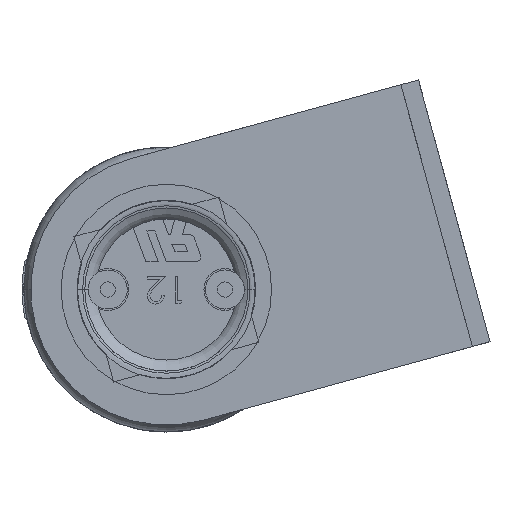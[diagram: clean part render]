
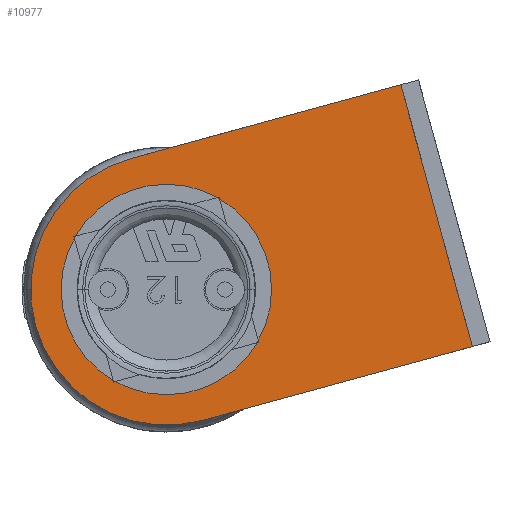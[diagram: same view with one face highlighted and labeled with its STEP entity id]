
A CAD part, front view. The second image highlights one B-rep face of the part: STEP entity #10977.
In plain terms, the highlighted planar face has unit normal (0, -1, 0).
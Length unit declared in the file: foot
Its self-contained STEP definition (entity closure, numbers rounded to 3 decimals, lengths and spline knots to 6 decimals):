
#7 = CARTESIAN_POINT ( 'NONE',  ( 0., -0.00175, -0.026042 ) ) ;
#213 = VERTEX_POINT ( 'NONE', #6458 ) ;
#409 = CARTESIAN_POINT ( 'NONE',  ( 0., -0.00175, 0.026042 ) ) ;
#481 = LINE ( 'NONE', #5846, #13781 ) ;
#596 = ORIENTED_EDGE ( 'NONE', *, *, #2595, .T. ) ;
#602 = ORIENTED_EDGE ( 'NONE', *, *, #8176, .F. ) ;
#859 = DIRECTION ( 'NONE',  ( 0., 0., -1. ) ) ;
#861 = LINE ( 'NONE', #3900, #10277 ) ;
#966 = CIRCLE ( 'NONE', #11538, 0.017042 ) ;
#1124 = ORIENTED_EDGE ( 'NONE', *, *, #11741, .F. ) ;
#1181 = CARTESIAN_POINT ( 'NONE',  ( 0.014458, -0.00175, -0.009021 ) ) ;
#1732 = VECTOR ( 'NONE', #19795, 3.28084 ) ;
#2093 = VERTEX_POINT ( 'NONE', #17242 ) ;
#2126 = ORIENTED_EDGE ( 'NONE', *, *, #5273, .T. ) ;
#2182 = EDGE_CURVE ( 'NONE', #11635, #8480, #5745, .T. ) ;
#2210 = DIRECTION ( 'NONE',  ( 0., 1., 0. ) ) ;
#2595 = EDGE_CURVE ( 'NONE', #12335, #7573, #481, .T. ) ;
#2953 = LINE ( 'NONE', #10689, #11336 ) ;
#3086 = VECTOR ( 'NONE', #11409, 3.28084 ) ;
#3595 = VERTEX_POINT ( 'NONE', #6367 ) ;
#3709 = EDGE_CURVE ( 'NONE', #11214, #19949, #20856, .T. ) ;
#3713 = CIRCLE ( 'NONE', #14949, 0.017042 ) ;
#3860 = ORIENTED_EDGE ( 'NONE', *, *, #2182, .T. ) ;
#3900 = CARTESIAN_POINT ( 'NONE',  ( -0.014458, -0.00175, 0. ) ) ;
#4222 = LINE ( 'NONE', #17763, #12565 ) ;
#4385 = CARTESIAN_POINT ( 'NONE',  ( 0., -0.00175, 0. ) ) ;
#4519 = VERTEX_POINT ( 'NONE', #10489 ) ;
#4626 = ORIENTED_EDGE ( 'NONE', *, *, #20918, .T. ) ;
#4753 = VERTEX_POINT ( 'NONE', #12971 ) ;
#4789 = VERTEX_POINT ( 'NONE', #8057 ) ;
#4935 = CARTESIAN_POINT ( 'NONE',  ( -0.014458, -0.00175, 0.009021 ) ) ;
#5211 = CARTESIAN_POINT ( 'NONE',  ( -0.014458, -0.00175, 0.014458 ) ) ;
#5273 = EDGE_CURVE ( 'NONE', #8480, #2093, #5343, .T. ) ;
#5343 = CIRCLE ( 'NONE', #9526, 0.017042 ) ;
#5376 = ORIENTED_EDGE ( 'NONE', *, *, #6907, .T. ) ;
#5465 = DIRECTION ( 'NONE',  ( -1., 0., 0. ) ) ;
#5603 = AXIS2_PLACEMENT_3D ( 'NONE', #6261, #16209, #21252 ) ;
#5733 = AXIS2_PLACEMENT_3D ( 'NONE', #4385, #16000, #6048 ) ;
#5745 = CIRCLE ( 'NONE', #5733, 0.017042 ) ;
#5846 = CARTESIAN_POINT ( 'NONE',  ( 0.014458, -0.00175, 0. ) ) ;
#5969 = EDGE_CURVE ( 'NONE', #4789, #3595, #861, .T. ) ;
#6048 = DIRECTION ( 'NONE',  ( 0., 0., 1. ) ) ;
#6261 = CARTESIAN_POINT ( 'NONE',  ( 0., -0.00175, 0. ) ) ;
#6367 = CARTESIAN_POINT ( 'NONE',  ( -0.014458, -0.00175, -0.014458 ) ) ;
#6458 = CARTESIAN_POINT ( 'NONE',  ( 0.014458, -0.00175, -0.014458 ) ) ;
#6625 = LINE ( 'NONE', #19832, #18858 ) ;
#6668 = CARTESIAN_POINT ( 'NONE',  ( 0., -0.00175, 0. ) ) ;
#6709 = CARTESIAN_POINT ( 'NONE',  ( 0., -0.00175, -0.014458 ) ) ;
#6907 = EDGE_CURVE ( 'NONE', #4789, #10337, #3713, .T. ) ;
#6953 = EDGE_CURVE ( 'NONE', #7573, #10199, #11048, .T. ) ;
#7478 = EDGE_CURVE ( 'NONE', #11214, #12095, #19081, .T. ) ;
#7556 = VECTOR ( 'NONE', #15145, 3.28084 ) ;
#7573 = VERTEX_POINT ( 'NONE', #14319 ) ;
#7672 = EDGE_LOOP ( 'NONE', ( #9033, #21536, #20734, #8556 ) ) ;
#8057 = CARTESIAN_POINT ( 'NONE',  ( -0.014458, -0.00175, -0.009021 ) ) ;
#8176 = EDGE_CURVE ( 'NONE', #4519, #17885, #4222, .T. ) ;
#8316 = DIRECTION ( 'NONE',  ( 0., 0., 1. ) ) ;
#8480 = VERTEX_POINT ( 'NONE', #12089 ) ;
#8556 = ORIENTED_EDGE ( 'NONE', *, *, #10422, .F. ) ;
#8600 = CARTESIAN_POINT ( 'NONE',  ( 0., -0.00175, 0. ) ) ;
#9033 = ORIENTED_EDGE ( 'NONE', *, *, #3709, .F. ) ;
#9174 = VECTOR ( 'NONE', #5465, 3.28084 ) ;
#9257 = EDGE_LOOP ( 'NONE', ( #21556, #15470, #18606, #3860, #2126, #4626, #16710, #5376, #16757, #602, #11869, #1124, #596 ) ) ;
#9346 = CARTESIAN_POINT ( 'NONE',  ( 0., -0.00175, -0.026042 ) ) ;
#9526 = AXIS2_PLACEMENT_3D ( 'NONE', #19617, #9640, #21291 ) ;
#9640 = DIRECTION ( 'NONE',  ( 0., 1., 0. ) ) ;
#9728 = EDGE_CURVE ( 'NONE', #17885, #10337, #19573, .T. ) ;
#9876 = DIRECTION ( 'NONE',  ( 0., 1., 0. ) ) ;
#9987 = FACE_OUTER_BOUND ( 'NONE', #7672, .T. ) ;
#10005 = DIRECTION ( 'NONE',  ( -1., 0., 0. ) ) ;
#10199 = VERTEX_POINT ( 'NONE', #1181 ) ;
#10277 = VECTOR ( 'NONE', #18835, 3.28084 ) ;
#10304 = DIRECTION ( 'NONE',  ( 0., 0., 1. ) ) ;
#10337 = VERTEX_POINT ( 'NONE', #4935 ) ;
#10422 = EDGE_CURVE ( 'NONE', #19949, #19612, #17284, .T. ) ;
#10489 = CARTESIAN_POINT ( 'NONE',  ( -0.009021, -0.00175, 0.014458 ) ) ;
#10689 = CARTESIAN_POINT ( 'NONE',  ( 0., -0.00175, 0.014458 ) ) ;
#10977 = ADVANCED_FACE ( 'NONE', ( #18831, #9987 ), #19577, .F. ) ;
#11048 = CIRCLE ( 'NONE', #18319, 0.017042 ) ;
#11214 = VERTEX_POINT ( 'NONE', #20419 ) ;
#11336 = VECTOR ( 'NONE', #14015, 3.28084 ) ;
#11409 = DIRECTION ( 'NONE',  ( -1., 0., 0. ) ) ;
#11456 = EDGE_CURVE ( 'NONE', #10199, #213, #6625, .T. ) ;
#11538 = AXIS2_PLACEMENT_3D ( 'NONE', #12209, #2210, #13844 ) ;
#11635 = VERTEX_POINT ( 'NONE', #13497 ) ;
#11741 = EDGE_CURVE ( 'NONE', #12335, #4753, #2953, .T. ) ;
#11869 = ORIENTED_EDGE ( 'NONE', *, *, #17533, .T. ) ;
#11980 = LINE ( 'NONE', #6709, #3086 ) ;
#12089 = CARTESIAN_POINT ( 'NONE',  ( 0., -0.00175, -0.017042 ) ) ;
#12095 = VERTEX_POINT ( 'NONE', #16492 ) ;
#12209 = CARTESIAN_POINT ( 'NONE',  ( 0., -0.00175, 0. ) ) ;
#12335 = VERTEX_POINT ( 'NONE', #13768 ) ;
#12565 = VECTOR ( 'NONE', #16151, 3.28084 ) ;
#12874 = VECTOR ( 'NONE', #10005, 3.28084 ) ;
#12971 = CARTESIAN_POINT ( 'NONE',  ( 0.009021, -0.00175, 0.014458 ) ) ;
#13497 = CARTESIAN_POINT ( 'NONE',  ( 0.009021, -0.00175, -0.014458 ) ) ;
#13768 = CARTESIAN_POINT ( 'NONE',  ( 0.014458, -0.00175, 0.014458 ) ) ;
#13781 = VECTOR ( 'NONE', #859, 3.28084 ) ;
#13844 = DIRECTION ( 'NONE',  ( 0., 0., 1. ) ) ;
#13896 = CARTESIAN_POINT ( 'NONE',  ( 0.053792, -0.00175, -0.026042 ) ) ;
#14015 = DIRECTION ( 'NONE',  ( -1., 0., 0. ) ) ;
#14301 = AXIS2_PLACEMENT_3D ( 'NONE', #8600, #20269, #10304 ) ;
#14319 = CARTESIAN_POINT ( 'NONE',  ( 0.014458, -0.00175, 0.009021 ) ) ;
#14949 = AXIS2_PLACEMENT_3D ( 'NONE', #19843, #9876, #21523 ) ;
#15111 = VECTOR ( 'NONE', #16136, 3.28084 ) ;
#15145 = DIRECTION ( 'NONE',  ( 0., 0., -1. ) ) ;
#15470 = ORIENTED_EDGE ( 'NONE', *, *, #11456, .T. ) ;
#16000 = DIRECTION ( 'NONE',  ( 0., 1., 0. ) ) ;
#16136 = DIRECTION ( 'NONE',  ( 0., 0., -1. ) ) ;
#16151 = DIRECTION ( 'NONE',  ( -1., 0., 0. ) ) ;
#16182 = CARTESIAN_POINT ( 'NONE',  ( 0.053792, -0.00175, 0. ) ) ;
#16209 = DIRECTION ( 'NONE',  ( 0., 1., 0. ) ) ;
#16492 = CARTESIAN_POINT ( 'NONE',  ( 0., -0.00175, 0.026042 ) ) ;
#16710 = ORIENTED_EDGE ( 'NONE', *, *, #5969, .F. ) ;
#16757 = ORIENTED_EDGE ( 'NONE', *, *, #9728, .F. ) ;
#17242 = CARTESIAN_POINT ( 'NONE',  ( -0.009021, -0.00175, -0.014458 ) ) ;
#17284 = LINE ( 'NONE', #7, #12874 ) ;
#17533 = EDGE_CURVE ( 'NONE', #4519, #4753, #966, .T. ) ;
#17763 = CARTESIAN_POINT ( 'NONE',  ( 0., -0.00175, 0.014458 ) ) ;
#17885 = VERTEX_POINT ( 'NONE', #5211 ) ;
#18134 = CARTESIAN_POINT ( 'NONE',  ( 0., -0.00175, -0.014458 ) ) ;
#18306 = DIRECTION ( 'NONE',  ( 0., 1., 0. ) ) ;
#18319 = AXIS2_PLACEMENT_3D ( 'NONE', #6668, #18306, #8316 ) ;
#18606 = ORIENTED_EDGE ( 'NONE', *, *, #18653, .T. ) ;
#18653 = EDGE_CURVE ( 'NONE', #213, #11635, #18924, .T. ) ;
#18831 = FACE_BOUND ( 'NONE', #9257, .T. ) ;
#18835 = DIRECTION ( 'NONE',  ( 0., 0., -1. ) ) ;
#18858 = VECTOR ( 'NONE', #21513, 3.28084 ) ;
#18924 = LINE ( 'NONE', #18134, #1732 ) ;
#19081 = LINE ( 'NONE', #409, #9174 ) ;
#19360 = EDGE_CURVE ( 'NONE', #19612, #12095, #19448, .T. ) ;
#19448 = CIRCLE ( 'NONE', #14301, 0.026042 ) ;
#19504 = CARTESIAN_POINT ( 'NONE',  ( -0.014458, -0.00175, 0. ) ) ;
#19573 = LINE ( 'NONE', #19504, #15111 ) ;
#19577 = PLANE ( 'NONE',  #5603 ) ;
#19612 = VERTEX_POINT ( 'NONE', #9346 ) ;
#19617 = CARTESIAN_POINT ( 'NONE',  ( 0., -0.00175, 0. ) ) ;
#19795 = DIRECTION ( 'NONE',  ( -1., 0., 0. ) ) ;
#19832 = CARTESIAN_POINT ( 'NONE',  ( 0.014458, -0.00175, 0. ) ) ;
#19843 = CARTESIAN_POINT ( 'NONE',  ( 0., -0.00175, 0. ) ) ;
#19949 = VERTEX_POINT ( 'NONE', #13896 ) ;
#20269 = DIRECTION ( 'NONE',  ( 0., 1., 0. ) ) ;
#20419 = CARTESIAN_POINT ( 'NONE',  ( 0.053792, -0.00175, 0.026042 ) ) ;
#20734 = ORIENTED_EDGE ( 'NONE', *, *, #19360, .F. ) ;
#20856 = LINE ( 'NONE', #16182, #7556 ) ;
#20918 = EDGE_CURVE ( 'NONE', #2093, #3595, #11980, .T. ) ;
#21252 = DIRECTION ( 'NONE',  ( 0., 0., 1. ) ) ;
#21291 = DIRECTION ( 'NONE',  ( 0., 0., 1. ) ) ;
#21513 = DIRECTION ( 'NONE',  ( 0., 0., -1. ) ) ;
#21523 = DIRECTION ( 'NONE',  ( 0., 0., 1. ) ) ;
#21536 = ORIENTED_EDGE ( 'NONE', *, *, #7478, .T. ) ;
#21556 = ORIENTED_EDGE ( 'NONE', *, *, #6953, .T. ) ;
